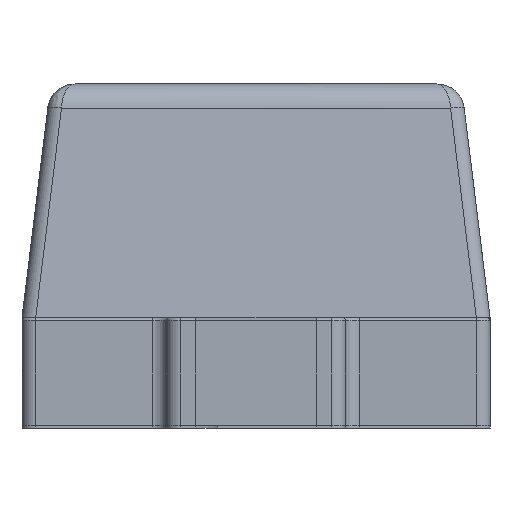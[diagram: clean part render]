
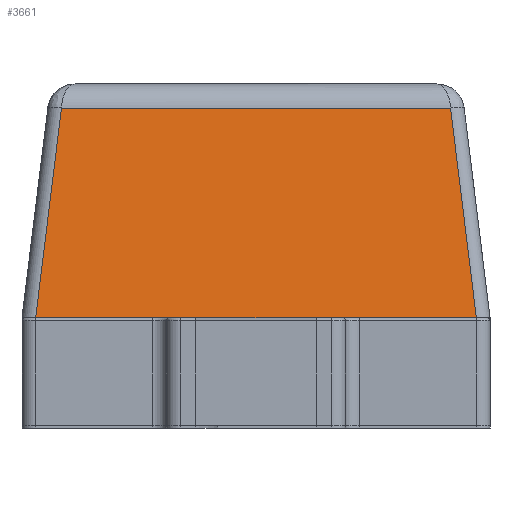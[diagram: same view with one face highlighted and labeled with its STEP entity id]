
A CAD part, left-side view. The second image highlights one B-rep face of the part: STEP entity #3661.
In plain terms, the highlighted planar face has unit normal (-0.993, 0, 0.122).
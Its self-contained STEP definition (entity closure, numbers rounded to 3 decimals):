
#182=PLANE('',#3922);
#332=LINE('',#5614,#751);
#341=LINE('',#5648,#760);
#342=LINE('',#5652,#761);
#343=LINE('',#5653,#762);
#751=VECTOR('',#4399,1.414);
#760=VECTOR('',#4424,0.774);
#761=VECTOR('',#4429,0.774);
#762=VECTOR('',#4430,1.601);
#1233=FACE_OUTER_BOUND('',#1442,.T.);
#1442=EDGE_LOOP('',(#2752,#2753,#2754,#2755));
#1814=VERTEX_POINT('',#5571);
#1815=VERTEX_POINT('',#5595);
#1830=VERTEX_POINT('',#5647);
#1831=VERTEX_POINT('',#5651);
#2167=EDGE_CURVE('',#1814,#1815,#332,.T.);
#2181=EDGE_CURVE('',#1815,#1830,#341,.T.);
#2183=EDGE_CURVE('',#1831,#1814,#342,.T.);
#2184=EDGE_CURVE('',#1831,#1830,#343,.T.);
#2752=ORIENTED_EDGE('',*,*,#2167,.F.);
#2753=ORIENTED_EDGE('',*,*,#2183,.F.);
#2754=ORIENTED_EDGE('',*,*,#2184,.T.);
#2755=ORIENTED_EDGE('',*,*,#2181,.F.);
#3661=ADVANCED_FACE('',(#1233),#182,.T.);
#3922=AXIS2_PLACEMENT_3D('',#5650,#4427,#4428);
#4399=DIRECTION('',(0.,-1.,0.));
#4424=DIRECTION('',(-0.121,-0.121,-0.985));
#4427=DIRECTION('center_axis',(-0.993,0.,0.122));
#4428=DIRECTION('ref_axis',(0.122,0.,0.993));
#4429=DIRECTION('',(0.121,-0.121,0.985));
#4430=DIRECTION('',(0.,-1.,0.));
#5571=CARTESIAN_POINT('',(-1.156,0.707,1.162));
#5595=CARTESIAN_POINT('',(-1.156,-0.707,1.162));
#5614=CARTESIAN_POINT('',(-1.156,-0.213,1.162));
#5647=CARTESIAN_POINT('',(-1.25,-0.8,0.4));
#5648=CARTESIAN_POINT('',(-1.193,-0.743,0.865));
#5650=CARTESIAN_POINT('Origin',(-1.198,-0.425,0.825));
#5651=CARTESIAN_POINT('',(-1.25,0.8,0.4));
#5652=CARTESIAN_POINT('',(-1.175,0.725,1.011));
#5653=CARTESIAN_POINT('',(-1.25,-0.425,0.4));
